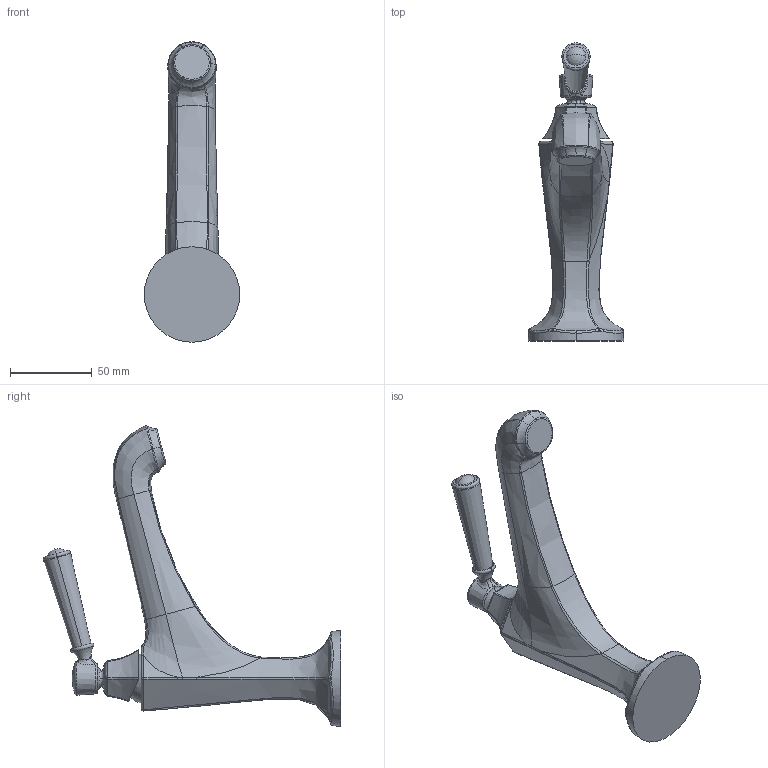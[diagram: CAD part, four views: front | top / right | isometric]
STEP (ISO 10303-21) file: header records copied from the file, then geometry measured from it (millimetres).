
FILE_DESCRIPTION((''),'2;1');
FILE_NAME('1203_','2021-02-12T10:40:57',('rsmith'),(''),'CREO PARAMETRIC BY PTC INC, 2018400','CREO PARAMETRIC BY PTC INC, 2018400','');
FILE_SCHEMA(('AUTOMOTIVE_DESIGN { 1 0 10303 214 1 1 1 1 }'));
Length unit declared in the file: inch
Products named in the file (1): 1203_
Bounding box: 58.42 x 182.25 x 183.8 mm (x, y, z)
Volume: 244800.7 mm3; surface area: 41992.7 mm2
Topology: 2 solids, 3 shells, 259 faces, 566 edges, 314 vertices
Faces by surface type: bspline 158, sphere 22, torus 18, plane 17, extrusion 14, cylinder 13, cone 11, revolution 6
Entity records: 20456 total; most frequent: CARTESIAN_POINT 12127, ORIENTED_EDGE 1124, PRESENTATION_STYLE_ASSIGNMENT 842, DIRECTION 655, STYLED_ITEM 584, CURVE_STYLE 582, EDGE_CURVE 562, B_SPLINE_CURVE_WITH_KNOTS 324
